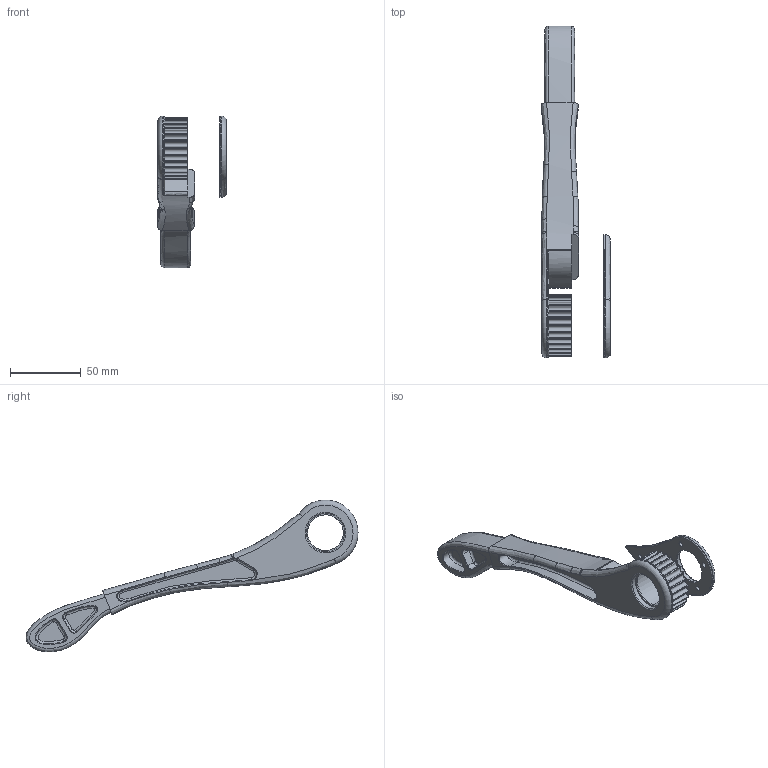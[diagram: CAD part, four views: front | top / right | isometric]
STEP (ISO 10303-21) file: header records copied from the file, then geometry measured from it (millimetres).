
FILE_DESCRIPTION(/* description */ (''),/* implementation_level */ '2;1');
FILE_NAME(/* name */ 'lower_leg_cnc.step',/* time_stamp */ '2022-02-09T18:26:19+01:00',/* author */ (''),/* organization */ (''),/* preprocessor_version */ 'ST-DEVELOPER v18.1',/* originating_system */ 'Autodesk Translation Framework v10.13.0.1454',/* authorisation */ '');
FILE_SCHEMA (('AUTOMOTIVE_DESIGN { 1 0 10303 214 3 1 1 }'));
Products named in the file (3): (Non enregistré); LeftLeg; RLL (1)
Assembly tree (2 placements, depth 3):
  (Non enregistré)
    LeftLeg
      RLL (1)
Bounding box: 48.6 x 233.89 x 106.94 mm (x, y, z)
Volume: 82351.1 mm3; surface area: 37989.6 mm2
Topology: 2 solids, 2 shells, 288 faces, 714 edges, 442 vertices
Faces by surface type: bspline 153, cylinder 76, plane 41, torus 18
Full cylindrical faces by diameter (mm): 2.5 x5, 3.4 x5, 6 x5, 25.194 x2, 27.2 x2
Entity records: 34351 total; most frequent: CARTESIAN_POINT 28279, ORIENTED_EDGE 1424, DIRECTION 957, EDGE_CURVE 712, VERTEX_POINT 442, AXIS2_PLACEMENT_3D 396, EDGE_LOOP 316, B_SPLINE_CURVE_WITH_KNOTS 291
